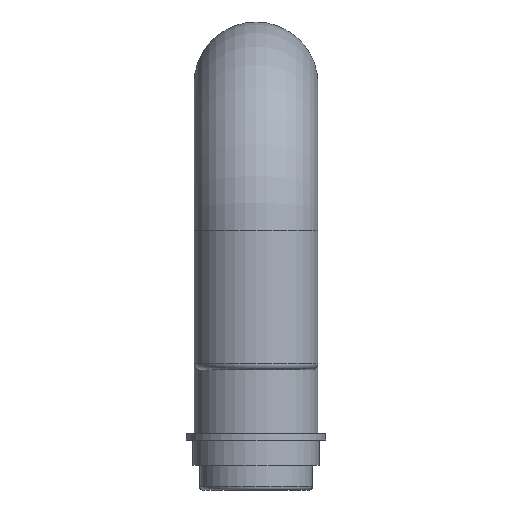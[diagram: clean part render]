
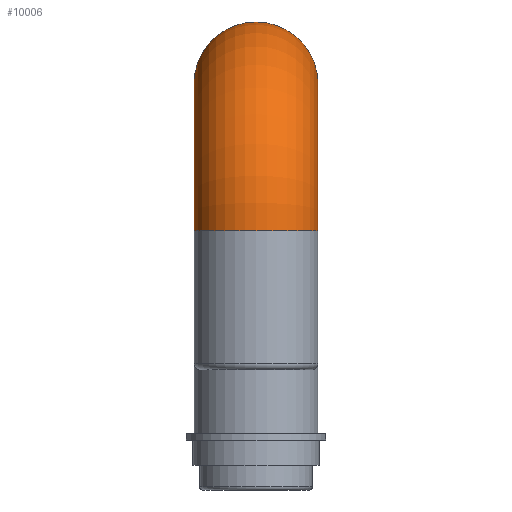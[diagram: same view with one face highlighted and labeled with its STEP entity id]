
A CAD part, left-side view. The second image highlights one B-rep face of the part: STEP entity #10006.
In plain terms, the highlighted toroidal (fillet/blend) face has major radius 23.2 mm and minor radius 9.8 mm.
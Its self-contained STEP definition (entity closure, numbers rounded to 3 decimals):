
#347 = AXIS2_PLACEMENT_3D ( 'NONE', #3901, #12188, #8634 ) ;
#1982 = CARTESIAN_POINT ( 'NONE',  ( -38., 0., -9.8 ) ) ;
#2424 = EDGE_LOOP ( 'NONE', ( #11199 ) ) ;
#2873 = CARTESIAN_POINT ( 'NONE',  ( -51.4, 0., -33. ) ) ;
#3508 = VERTEX_POINT ( 'NONE', #2873 ) ;
#3874 = VERTEX_POINT ( 'NONE', #8796 ) ;
#3901 = CARTESIAN_POINT ( 'NONE',  ( -61.2, 0., -33. ) ) ;
#6679 = EDGE_LOOP ( 'NONE', ( #7053 ) ) ;
#7053 = ORIENTED_EDGE ( 'NONE', *, *, #9947, .T. ) ;
#7306 = CIRCLE ( 'NONE', #347, 9.8 ) ;
#7699 = DIRECTION ( 'NONE',  ( 0., 0., -1. ) ) ;
#7848 = DIRECTION ( 'NONE',  ( 0., 0., -1. ) ) ;
#8634 = DIRECTION ( 'NONE',  ( 1., 0., 0. ) ) ;
#8788 = DIRECTION ( 'NONE',  ( 0., -1., 0. ) ) ;
#8796 = CARTESIAN_POINT ( 'NONE',  ( -38., 0., -19.6 ) ) ;
#8969 = DIRECTION ( 'NONE',  ( 1., 0., 0. ) ) ;
#9947 = EDGE_CURVE ( 'NONE', #3508, #3508, #7306, .T. ) ;
#10006 = ADVANCED_FACE ( 'NONE', ( #13203, #15226 ), #12450, .T. ) ;
#10420 = AXIS2_PLACEMENT_3D ( 'NONE', #1982, #8969, #7848 ) ;
#10908 = CARTESIAN_POINT ( 'NONE',  ( -38., 0., -33. ) ) ;
#11199 = ORIENTED_EDGE ( 'NONE', *, *, #12857, .F. ) ;
#12188 = DIRECTION ( 'NONE',  ( 0., 0., 1. ) ) ;
#12450 = TOROIDAL_SURFACE ( 'NONE', #14525, 23.2, 9.8 ) ;
#12857 = EDGE_CURVE ( 'NONE', #3874, #3874, #13805, .T. ) ;
#13203 = FACE_OUTER_BOUND ( 'NONE', #2424, .T. ) ;
#13805 = CIRCLE ( 'NONE', #10420, 9.8 ) ;
#14525 = AXIS2_PLACEMENT_3D ( 'NONE', #10908, #8788, #7699 ) ;
#15226 = FACE_OUTER_BOUND ( 'NONE', #6679, .T. ) ;
